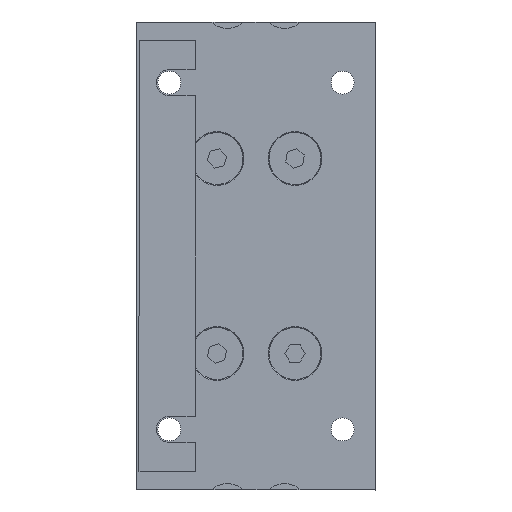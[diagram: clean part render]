
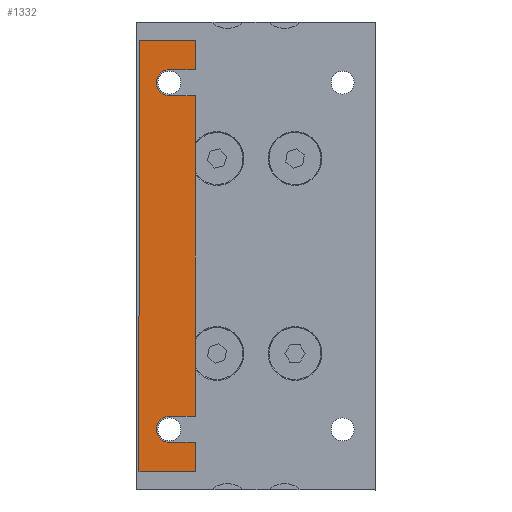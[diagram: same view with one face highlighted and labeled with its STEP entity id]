
A CAD part, front view. The second image highlights one B-rep face of the part: STEP entity #1332.
In plain terms, the highlighted planar face has unit normal (0, -1, 0).
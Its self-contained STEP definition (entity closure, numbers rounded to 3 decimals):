
#1332=ADVANCED_FACE('',(#2139),#2140,.F.);
#2139=FACE_OUTER_BOUND('',#3368,.T.);
#2140=PLANE('',#3369);
#3368=EDGE_LOOP('',(#5693,#5694,#5695,#5696,#5697,#5698,#5699,#5700,#5701,#5702,#5703,#5704,#5705,#5706));
#3369=AXIS2_PLACEMENT_3D('',#5707,#5708,#5709);
#5693=ORIENTED_EDGE('',*,*,#9112,.F.);
#5694=ORIENTED_EDGE('',*,*,#9096,.F.);
#5695=ORIENTED_EDGE('',*,*,#9111,.F.);
#5696=ORIENTED_EDGE('',*,*,#9095,.F.);
#5697=ORIENTED_EDGE('',*,*,#9129,.F.);
#5698=ORIENTED_EDGE('',*,*,#9127,.F.);
#5699=ORIENTED_EDGE('',*,*,#9125,.F.);
#5700=ORIENTED_EDGE('',*,*,#9123,.F.);
#5701=ORIENTED_EDGE('',*,*,#9091,.F.);
#5702=ORIENTED_EDGE('',*,*,#9122,.F.);
#5703=ORIENTED_EDGE('',*,*,#9120,.F.);
#5704=ORIENTED_EDGE('',*,*,#9118,.F.);
#5705=ORIENTED_EDGE('',*,*,#9116,.F.);
#5706=ORIENTED_EDGE('',*,*,#9114,.F.);
#5707=CARTESIAN_POINT('',(-20.,-5.5,40.));
#5708=DIRECTION('',(0.,1.0,0.));
#5709=DIRECTION('',(1.,0.,0.));
#9091=EDGE_CURVE('',#10712,#10708,#10714,.T.);
#9095=EDGE_CURVE('',#10720,#10716,#10722,.T.);
#9096=EDGE_CURVE('',#10723,#10724,#10725,.T.);
#9111=EDGE_CURVE('',#10716,#10723,#10750,.T.);
#9112=EDGE_CURVE('',#10724,#10751,#10752,.T.);
#9114=EDGE_CURVE('',#10751,#10754,#10755,.T.);
#9116=EDGE_CURVE('',#10754,#10757,#10758,.T.);
#9118=EDGE_CURVE('',#10757,#10760,#10761,.T.);
#9120=EDGE_CURVE('',#10760,#10763,#10764,.T.);
#9122=EDGE_CURVE('',#10763,#10712,#10766,.T.);
#9123=EDGE_CURVE('',#10708,#10767,#10768,.T.);
#9125=EDGE_CURVE('',#10767,#10770,#10771,.T.);
#9127=EDGE_CURVE('',#10770,#10773,#10774,.T.);
#9129=EDGE_CURVE('',#10773,#10720,#10776,.T.);
#10708=VERTEX_POINT('',#13231);
#10712=VERTEX_POINT('',#13236);
#10714=CIRCLE('',#13239,3.0);
#10716=VERTEX_POINT('',#13241);
#10720=VERTEX_POINT('',#13246);
#10722=CIRCLE('',#13249,3.0);
#10723=VERTEX_POINT('',#13250);
#10724=VERTEX_POINT('',#13251);
#10725=LINE('',#13252,#13253);
#10750=CIRCLE('',#13290,3.0);
#10751=VERTEX_POINT('',#13291);
#10752=LINE('',#13292,#13293);
#10754=VERTEX_POINT('',#13296);
#10755=LINE('',#13297,#13298);
#10757=VERTEX_POINT('',#13301);
#10758=LINE('',#13302,#13303);
#10760=VERTEX_POINT('',#13306);
#10761=LINE('',#13307,#13308);
#10763=VERTEX_POINT('',#13311);
#10764=LINE('',#13312,#13313);
#10766=LINE('',#13316,#13317);
#10767=VERTEX_POINT('',#13318);
#10768=CIRCLE('',#13319,3.0);
#10770=VERTEX_POINT('',#13322);
#10771=LINE('',#13323,#13324);
#10773=VERTEX_POINT('',#13327);
#10774=LINE('',#13328,#13329);
#10776=LINE('',#13332,#13333);
#13231=CARTESIAN_POINT('',(-23.,-5.5,40.));
#13236=CARTESIAN_POINT('',(-20.,-5.5,43.));
#13239=AXIS2_PLACEMENT_3D('',#16225,#16226,#16227);
#13241=CARTESIAN_POINT('',(-23.,-5.5,-40.));
#13246=CARTESIAN_POINT('',(-20.,-5.5,-37.));
#13249=AXIS2_PLACEMENT_3D('',#16233,#16234,#16235);
#13250=CARTESIAN_POINT('',(-20.,-5.5,-43.));
#13251=CARTESIAN_POINT('',(-14.,-5.5,-43.));
#13252=CARTESIAN_POINT('',(-14.,-5.5,-43.));
#13253=VECTOR('',#16236,1000.0);
#13290=AXIS2_PLACEMENT_3D('',#16255,#16256,#16257);
#13291=CARTESIAN_POINT('',(-14.,-5.5,-49.75));
#13292=CARTESIAN_POINT('',(-14.,-5.5,-43.));
#13293=VECTOR('',#16258,1000.0);
#13296=CARTESIAN_POINT('',(-27.,-5.5,-49.75));
#13297=CARTESIAN_POINT('',(-27.,-5.5,-49.75));
#13298=VECTOR('',#16260,1000.0);
#13301=CARTESIAN_POINT('',(-27.,-5.5,49.75));
#13302=CARTESIAN_POINT('',(-27.,-5.5,49.75));
#13303=VECTOR('',#16262,1000.0);
#13306=CARTESIAN_POINT('',(-14.,-5.5,49.75));
#13307=CARTESIAN_POINT('',(-27.,-5.5,49.75));
#13308=VECTOR('',#16264,1000.0);
#13311=CARTESIAN_POINT('',(-14.,-5.5,43.));
#13312=CARTESIAN_POINT('',(-14.,-5.5,49.75));
#13313=VECTOR('',#16266,1000.0);
#13316=CARTESIAN_POINT('',(-14.,-5.5,43.));
#13317=VECTOR('',#16268,1000.0);
#13318=CARTESIAN_POINT('',(-20.,-5.5,37.));
#13319=AXIS2_PLACEMENT_3D('',#16269,#16270,#16271);
#13322=CARTESIAN_POINT('',(-14.,-5.5,37.));
#13323=CARTESIAN_POINT('',(-14.,-5.5,37.));
#13324=VECTOR('',#16273,1000.0);
#13327=CARTESIAN_POINT('',(-14.,-5.5,-37.));
#13328=CARTESIAN_POINT('',(-14.,-5.5,37.));
#13329=VECTOR('',#16275,1000.0);
#13332=CARTESIAN_POINT('',(-14.,-5.5,-37.));
#13333=VECTOR('',#16277,1000.0);
#16225=CARTESIAN_POINT('',(-20.,-5.5,40.));
#16226=DIRECTION('',(0.,-1.0,0.));
#16227=DIRECTION('',(1.,0.,0.));
#16233=CARTESIAN_POINT('',(-20.,-5.5,-40.));
#16234=DIRECTION('',(0.,-1.0,0.));
#16235=DIRECTION('',(1.,0.,0.));
#16236=DIRECTION('',(1.,0.,0.));
#16255=CARTESIAN_POINT('',(-20.,-5.5,-40.));
#16256=DIRECTION('',(0.,-1.0,0.));
#16257=DIRECTION('',(1.,0.,0.));
#16258=DIRECTION('',(0.,0.,-1.));
#16260=DIRECTION('',(-1.,0.,0.));
#16262=DIRECTION('',(0.,0.,1.));
#16264=DIRECTION('',(1.,0.,0.));
#16266=DIRECTION('',(0.,0.,-1.));
#16268=DIRECTION('',(-1.,0.,0.));
#16269=CARTESIAN_POINT('',(-20.,-5.5,40.));
#16270=DIRECTION('',(0.,-1.0,0.));
#16271=DIRECTION('',(1.,0.,0.));
#16273=DIRECTION('',(1.,0.,0.));
#16275=DIRECTION('',(0.,0.,-1.));
#16277=DIRECTION('',(-1.,0.,0.));
